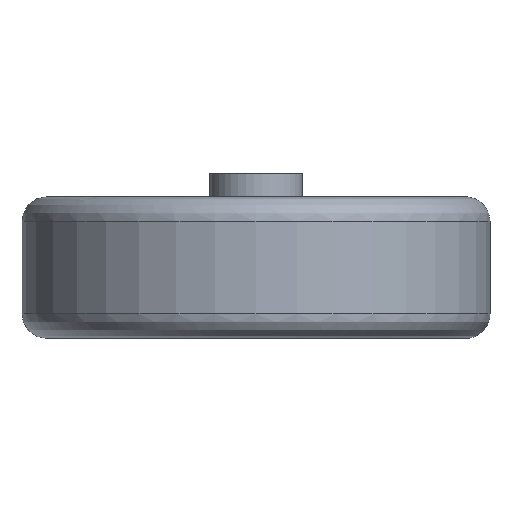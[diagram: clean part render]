
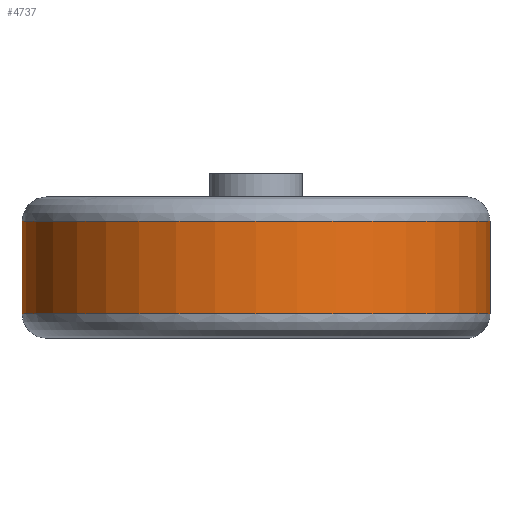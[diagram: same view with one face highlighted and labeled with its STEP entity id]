
A CAD part, front view. The second image highlights one B-rep face of the part: STEP entity #4737.
In plain terms, the highlighted cylindrical face has radius 76 mm (diameter 152 mm), a full revolution.
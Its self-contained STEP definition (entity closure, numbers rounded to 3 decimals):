
#4705=CARTESIAN_POINT('',(0.,0.,-15.));
#4706=DIRECTION('',(1.,0.,0.));
#4707=DIRECTION('',(0.,0.,1.));
#4708=AXIS2_PLACEMENT_3D('',#4705,#4707,#4706);
#4709=CYLINDRICAL_SURFACE('',#4708,76.);
#4710=CARTESIAN_POINT('',(76.,0.,15.));
#4711=VERTEX_POINT('',#4710);
#4712=CARTESIAN_POINT('',(76.,0.,-15.));
#4713=VERTEX_POINT('',#4712);
#4714=CARTESIAN_POINT('',(76.,0.,15.));
#4715=DIRECTION('',(0.,0.,-1.));
#4716=VECTOR('',#4715,30.);
#4717=LINE('',#4714,#4716);
#4718=EDGE_CURVE('',#4711,#4713,#4717,.T.);
#4719=ORIENTED_EDGE('',*,*,#4718,.T.);
#4720=CARTESIAN_POINT('',(0.,0.,-15.));
#4721=DIRECTION('',(1.,0.,-0.));
#4722=DIRECTION('',(0.,-0.,1.));
#4723=AXIS2_PLACEMENT_3D('',#4720,#4722,#4721);
#4724=CIRCLE('',#4723,76.);
#4725=EDGE_CURVE('',#4713,#4713,#4724,.T.);
#4726=ORIENTED_EDGE('',*,*,#4725,.T.);
#4727=ORIENTED_EDGE('',*,*,#4718,.F.);
#4728=CARTESIAN_POINT('',(0.,0.,15.));
#4729=DIRECTION('',(1.,0.,-0.));
#4730=DIRECTION('',(0.,-0.,-1.));
#4731=AXIS2_PLACEMENT_3D('',#4728,#4730,#4729);
#4732=CIRCLE('',#4731,76.);
#4733=EDGE_CURVE('',#4711,#4711,#4732,.T.);
#4734=ORIENTED_EDGE('',*,*,#4733,.T.);
#4735=EDGE_LOOP('',(#4719,#4726,#4727,#4734));
#4736=FACE_OUTER_BOUND('',#4735,.T.);
#4737=ADVANCED_FACE('',(#4736),#4709,.T.);
